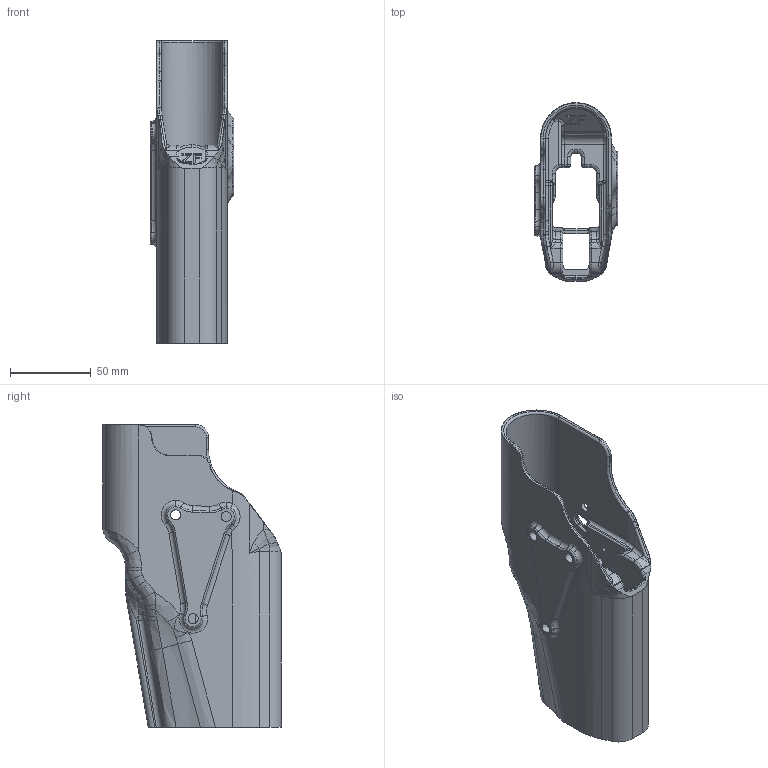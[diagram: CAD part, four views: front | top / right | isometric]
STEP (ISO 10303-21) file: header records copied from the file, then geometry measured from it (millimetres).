
FILE_DESCRIPTION(('HOOPS Exchange Step'),'2;1');
FILE_NAME('temp_export','2024-07-19T12:29:41+09:00',('zaifuchigami'),('Shapr3D Limited'),'HOOPS Exchange 2024.2','Shapr3D','Authorized');
FILE_SCHEMA( ('AUTOMOTIVE_DESIGN { 1 0 10303 214 1 1 1 1 }') );
Length unit declared in the file: millimetre
Products named in the file (3): V1 ASSY; V1.1-G19-NL ASSY.step; root
Assembly tree (2 placements, depth 3):
  root
    V1.1-G19-NL ASSY.step
      V1 ASSY
Bounding box: 52 x 110.7 x 188 mm (x, y, z)
Volume: 232254 mm3; surface area: 83923 mm2
Topology: 1 solids, 1 shells, 601 faces, 1482 edges, 853 vertices
Faces by surface type: cylinder 178, bspline 175, torus 144, plane 94, sphere 6, cone 4
Full cylindrical faces by diameter (mm): 2.8 x1, 6.2 x2, 6.3 x3, 12 x1
Entity records: 47949 total; most frequent: CARTESIAN_POINT 34985, ORIENTED_EDGE 2906, DIRECTION 2405, EDGE_CURVE 1453, AXIS2_PLACEMENT_3D 996, VERTEX_POINT 853, EDGE_LOOP 618, FACE_BOUND 618
